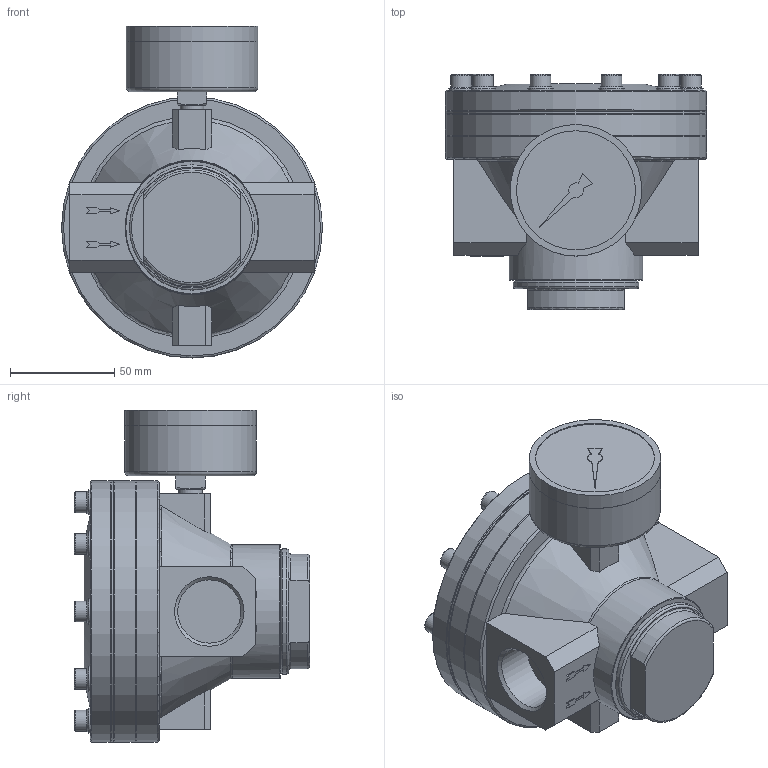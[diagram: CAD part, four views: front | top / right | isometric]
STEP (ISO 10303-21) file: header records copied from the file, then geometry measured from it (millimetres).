
FILE_DESCRIPTION( ( 'STEP AP214' ), ' ' );
FILE_NAME( '9.1555.00.101.0V.stp', '2017-03-08T08:43:46', ( '' ), ( '' ), ' ', 'PARTsolutions', ' ' );
FILE_SCHEMA( ( 'AUTOMOTIVE_DESIGN { 1 0 10303 214 1 1 1 1 }' ) );
Length unit declared in the file: millimetre
Products named in the file (3): 9.1555.00.101.0V; _637.303(01)-1; _637.303-2
Assembly tree (2 placements, depth 2):
  9.1555.00.101.0V
    _637.303(01)-1
    _637.303-2
Bounding box: 125 x 112.6 x 159 mm (x, y, z)
Volume: 891079.6 mm3; surface area: 77665.5 mm2
Topology: 2 solids, 2 shells, 278 faces, 632 edges, 408 vertices
Faces by surface type: plane 187, cylinder 40, torus 26, cone 25
Full cylindrical faces by diameter (mm): 10 x10, 11.445 x3, 12 x10, 13.157 x1, 30.291 x2, 57 x1, 60 x1, 62.96 x1, 63 x2, 64 x1, 125 x4
Entity records: 9763 total; most frequent: CARTESIAN_POINT 1496, DIRECTION 1233, ORIENTED_EDGE 1098, EDGE_CURVE 549, AXIS2_PLACEMENT_3D 435, EDGE_LOOP 403, VERTEX_POINT 400, LINE 363
